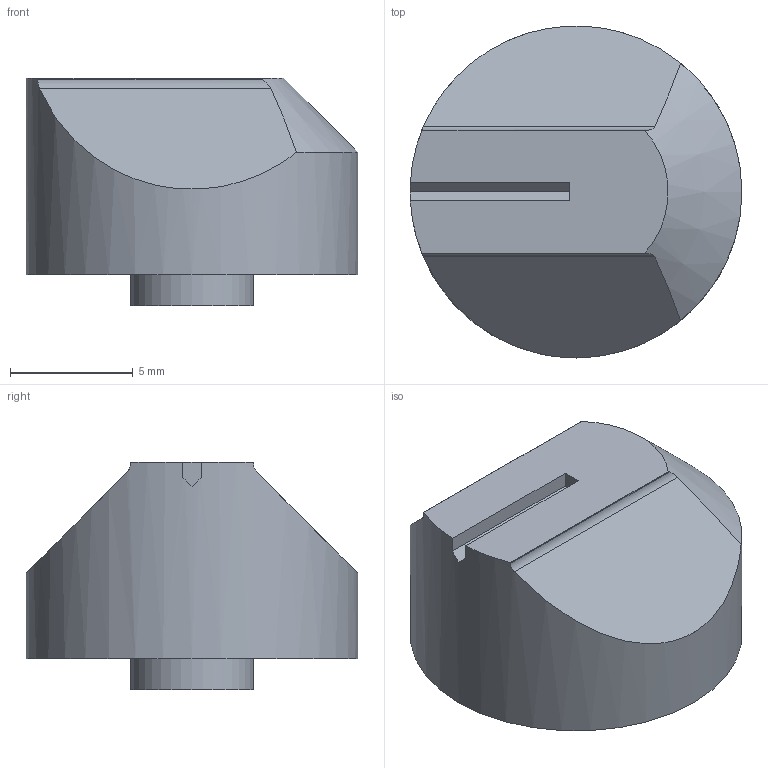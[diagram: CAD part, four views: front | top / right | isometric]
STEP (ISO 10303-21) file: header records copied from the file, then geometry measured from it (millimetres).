
FILE_DESCRIPTION(/* description */ (''),/* implementation_level */ '2;1');
FILE_NAME(/* name */ 'selector_knob_zb.step',/* time_stamp */ '2024-07-29T21:57:46-05:00',/* author */ (''),/* organization */ (''),/* preprocessor_version */ 'ST-DEVELOPER v20',/* originating_system */ 'Autodesk Translation Framework v13.14.0.145',/* authorisation */ '');
FILE_SCHEMA (('AUTOMOTIVE_DESIGN { 1 0 10303 214 3 1 1 }'));
Length unit declared in the file: millimetre
Products named in the file (3): GAL v3; GAL Lid; selector_knob
Assembly tree (2 placements, depth 3):
  GAL v3
    GAL Lid
      selector_knob
Bounding box: 13.5 x 13.5 x 9.25 mm (x, y, z)
Volume: 790.5 mm3; surface area: 723.7 mm2
Topology: 1 solids, 1 shells, 27 faces, 65 edges, 43 vertices
Faces by surface type: plane 17, cylinder 5, cone 5
Full cylindrical faces by diameter (mm): 5 x1, 9.9 x1, 13.5 x1
Entity records: 913 total; most frequent: CARTESIAN_POINT 182, DIRECTION 144, ORIENTED_EDGE 130, EDGE_CURVE 65, AXIS2_PLACEMENT_3D 57, VERTEX_POINT 43, EDGE_LOOP 30, LINE 30
